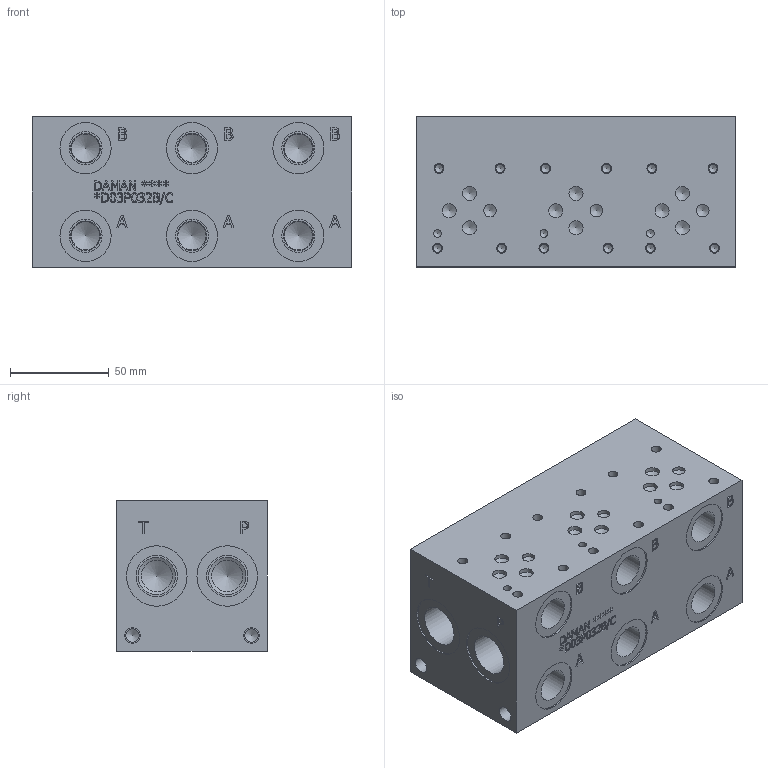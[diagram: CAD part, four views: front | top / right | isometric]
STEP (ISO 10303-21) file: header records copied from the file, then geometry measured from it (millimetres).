
FILE_DESCRIPTION(/* description */ (''),/* implementation_level */ '2;1');
FILE_NAME(/* name */ '_D03P032B_C.stp',/* time_stamp */ '2020-05-19T09:00:07-04:00',/* author */ ('alexanderw'),/* organization */ (''),/* preprocessor_version */ 'ST-DEVELOPER v17',/* originating_system */ 'Autodesk Inventor 2019',/* authorisation */ '');
FILE_SCHEMA (('AUTOMOTIVE_DESIGN { 1 0 10303 214 3 1 1 }'));
Length unit declared in the file: millimetre
Products named in the file (1): Part_AD03P032B~C_3D
Bounding box: 161.93 x 76.2 x 76.2 mm (x, y, z)
Volume: 858373 mm3; surface area: 82650.5 mm2
Topology: 1 solids, 1 shells, 718 faces, 1980 edges, 1352 vertices
Faces by surface type: plane 384, bspline 185, cylinder 93, cone 56
Full cylindrical faces by diameter (mm): 3.962 x3, 4.216 x12, 5.004 x12, 6.35 x3, 6.756 x4, 7.137 x9, 8.001 x4, 14.275 x1, 14.3 x6, 15.062 x6, 15.875 x4, 15.9 x1, 16.764 x6, 18.923 x4, 20.62 x1, 21.057 x4, 22.23 x1, 22.54 x1, 25.933 x6, 30.16 x1, 30.683 x4
Entity records: 24289 total; most frequent: CARTESIAN_POINT 6414, ORIENTED_EDGE 3876, DIRECTION 2988, EDGE_CURVE 1938, VERTEX_POINT 1352, LINE 1216, VECTOR 1216, AXIS2_PLACEMENT_3D 886
